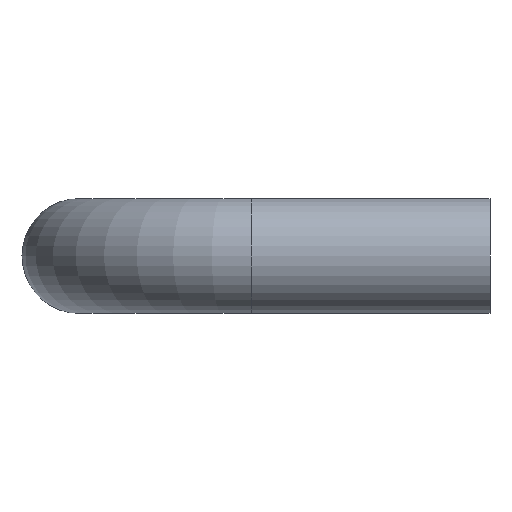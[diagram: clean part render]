
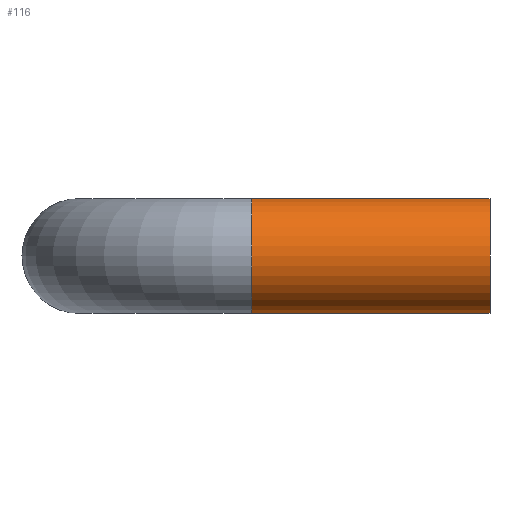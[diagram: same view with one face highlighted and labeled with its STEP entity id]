
A CAD part, front view. The second image highlights one B-rep face of the part: STEP entity #116.
In plain terms, the highlighted cylindrical face has radius 21 mm (diameter 42 mm), a full revolution.
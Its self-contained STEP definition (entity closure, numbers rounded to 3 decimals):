
#26=FACE_OUTER_BOUND('',#34,.T.);
#34=EDGE_LOOP('',(#99,#100,#101,#102));
#42=LINE('',#226,#46);
#46=VECTOR('',#192,21.);
#55=CIRCLE('',#152,21.);
#56=CIRCLE('',#154,21.);
#63=VERTEX_POINT('',#221);
#64=VERTEX_POINT('',#225);
#76=EDGE_CURVE('',#63,#63,#55,.T.);
#77=EDGE_CURVE('',#63,#64,#42,.T.);
#78=EDGE_CURVE('',#64,#64,#56,.T.);
#99=ORIENTED_EDGE('',*,*,#76,.T.);
#100=ORIENTED_EDGE('',*,*,#77,.T.);
#101=ORIENTED_EDGE('',*,*,#78,.T.);
#102=ORIENTED_EDGE('',*,*,#77,.F.);
#110=CYLINDRICAL_SURFACE('',#153,21.);
#116=ADVANCED_FACE('',(#26),#110,.T.);
#152=AXIS2_PLACEMENT_3D('',#223,#188,#189);
#153=AXIS2_PLACEMENT_3D('',#224,#190,#191);
#154=AXIS2_PLACEMENT_3D('',#227,#193,#194);
#188=DIRECTION('center_axis',(1.,0.,0.));
#189=DIRECTION('ref_axis',(0.,-1.,0.));
#190=DIRECTION('center_axis',(-1.,0.,0.));
#191=DIRECTION('ref_axis',(0.,-1.,0.));
#192=DIRECTION('',(1.,0.,0.));
#193=DIRECTION('center_axis',(-1.,0.,0.));
#194=DIRECTION('ref_axis',(0.,-1.,0.));
#221=CARTESIAN_POINT('',(-87.,21.,0.));
#223=CARTESIAN_POINT('Origin',(-87.,0.,0.));
#224=CARTESIAN_POINT('Origin',(0.,0.,0.));
#225=CARTESIAN_POINT('',(0.,21.,0.));
#226=CARTESIAN_POINT('',(0.,21.,0.));
#227=CARTESIAN_POINT('Origin',(0.,0.,0.));
